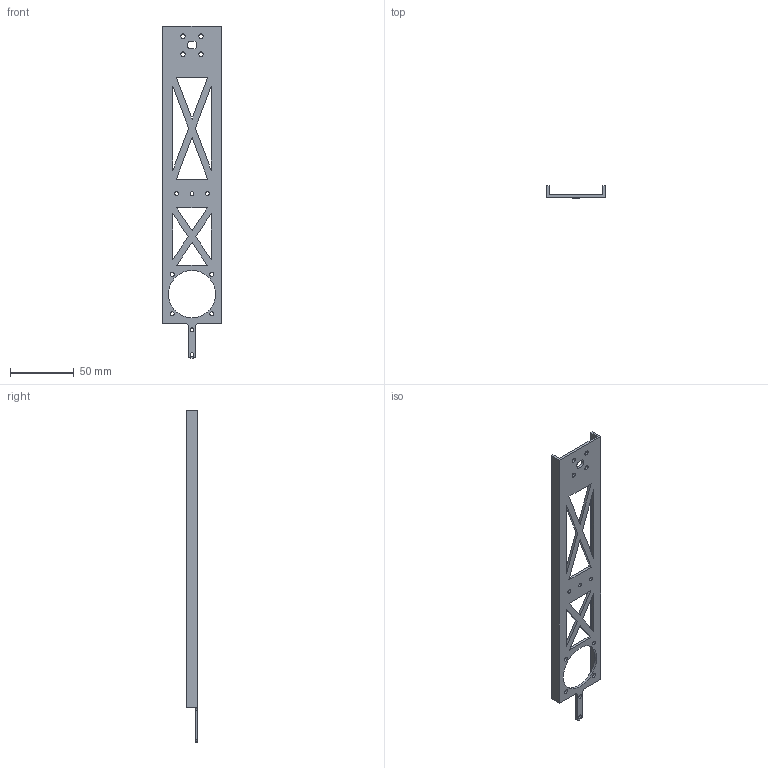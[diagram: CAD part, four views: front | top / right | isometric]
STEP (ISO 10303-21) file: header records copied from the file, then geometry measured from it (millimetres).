
FILE_DESCRIPTION (( 'STEP AP203' ), '1' );
FILE_NAME ('儂迮旋1僇蜊.STEP', '2025-09-05T08:40:39', ( '' ), ( '' ), 'SwSTEP 2.0', 'SolidWorks 2025', '' );
FILE_SCHEMA (( 'CONFIG_CONTROL_DESIGN' ));
Length unit declared in the file: millimetre
Products named in the file (1): 机械臂1段改
Bounding box: 46 x 9 x 260.05 mm (x, y, z)
Volume: 20872.2 mm3; surface area: 24196.3 mm2
Topology: 1 solids, 1 shells, 74 faces, 216 edges, 144 vertices
Faces by surface type: plane 40, cylinder 34
Entity records: 2637 total; most frequent: CARTESIAN_POINT 435, DIRECTION 434, ORIENTED_EDGE 432, EDGE_CURVE 216, LINE 148, VECTOR 148, VERTEX_POINT 144, AXIS2_PLACEMENT_3D 143
